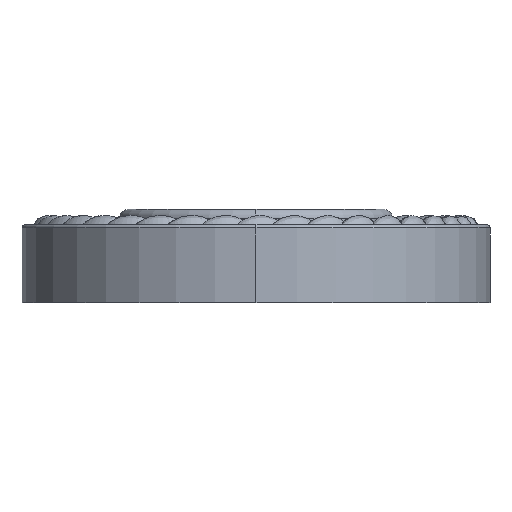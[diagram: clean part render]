
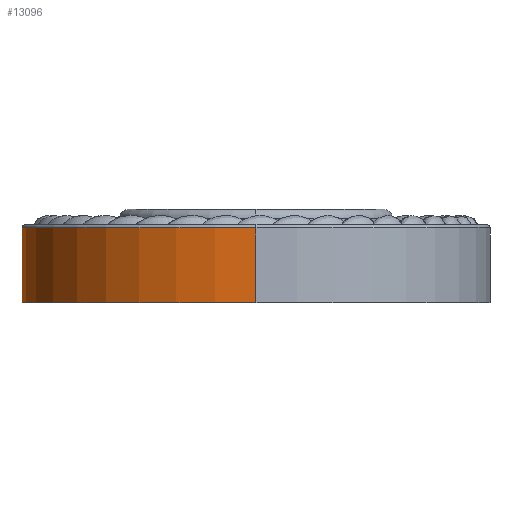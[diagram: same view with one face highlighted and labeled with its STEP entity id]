
A CAD part, left-side view. The second image highlights one B-rep face of the part: STEP entity #13096.
In plain terms, the highlighted cylindrical face has radius 38.1 mm (diameter 76.2 mm), a partial arc.
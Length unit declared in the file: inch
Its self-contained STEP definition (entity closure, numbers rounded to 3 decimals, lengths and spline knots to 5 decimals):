
#10611=CARTESIAN_POINT('',(0.,0.48,0.));
#10612=DIRECTION('',(0.,1.,0.));
#10613=DIRECTION('',(-1.,0.,0.));
#10614=AXIS2_PLACEMENT_3D('',#10611,#10612,#10613);
#10616=CARTESIAN_POINT('',(0.,0.,0.));
#10617=DIRECTION('',(0.,-1.,0.));
#10618=DIRECTION('',(1.,0.,0.));
#10619=AXIS2_PLACEMENT_3D('',#10616,#10617,#10618);
#12934=DIRECTION('',(0.,1.,0.));
#12935=VECTOR('',#12934,0.48);
#12936=CARTESIAN_POINT('',(-1.5,0.,0.));
#12937=LINE('',#12936,#12935);
#12943=DIRECTION('',(0.,1.,0.));
#12944=VECTOR('',#12943,0.48);
#12945=CARTESIAN_POINT('',(1.5,0.,0.));
#12946=LINE('',#12945,#12944);
#12947=CARTESIAN_POINT('',(1.5,0.,0.));
#12948=CARTESIAN_POINT('',(-1.5,0.,0.));
#12949=VERTEX_POINT('',#12947);
#12950=VERTEX_POINT('',#12948);
#12983=CARTESIAN_POINT('',(-1.5,0.48,0.));
#12984=CARTESIAN_POINT('',(1.5,0.48,0.));
#12985=VERTEX_POINT('',#12983);
#12986=VERTEX_POINT('',#12984);
#13082=CARTESIAN_POINT('',(0.,0.525,0.));
#13083=DIRECTION('',(0.,-1.,0.));
#13084=DIRECTION('',(-1.,0.,0.));
#13085=AXIS2_PLACEMENT_3D('',#13082,#13083,#13084);
#13086=CYLINDRICAL_SURFACE('',#13085,1.5);
#13088=ORIENTED_EDGE('',*,*,#13087,.T.);
#13090=ORIENTED_EDGE('',*,*,#13089,.F.);
#13091=ORIENTED_EDGE('',*,*,#13069,.T.);
#13093=ORIENTED_EDGE('',*,*,#13092,.T.);
#13094=EDGE_LOOP('',(#13088,#13090,#13091,#13093));
#13095=FACE_OUTER_BOUND('',#13094,.F.);
#13096=ADVANCED_FACE('',(#13095),#13086,.T.);
#10615=CIRCLE('',#10614,1.5);
#10620=CIRCLE('',#10619,1.5);
#13069=EDGE_CURVE('',#12949,#12950,#10620,.T.);
#13087=EDGE_CURVE('',#12985,#12986,#10615,.T.);
#13089=EDGE_CURVE('',#12949,#12986,#12946,.T.);
#13092=EDGE_CURVE('',#12950,#12985,#12937,.T.);
